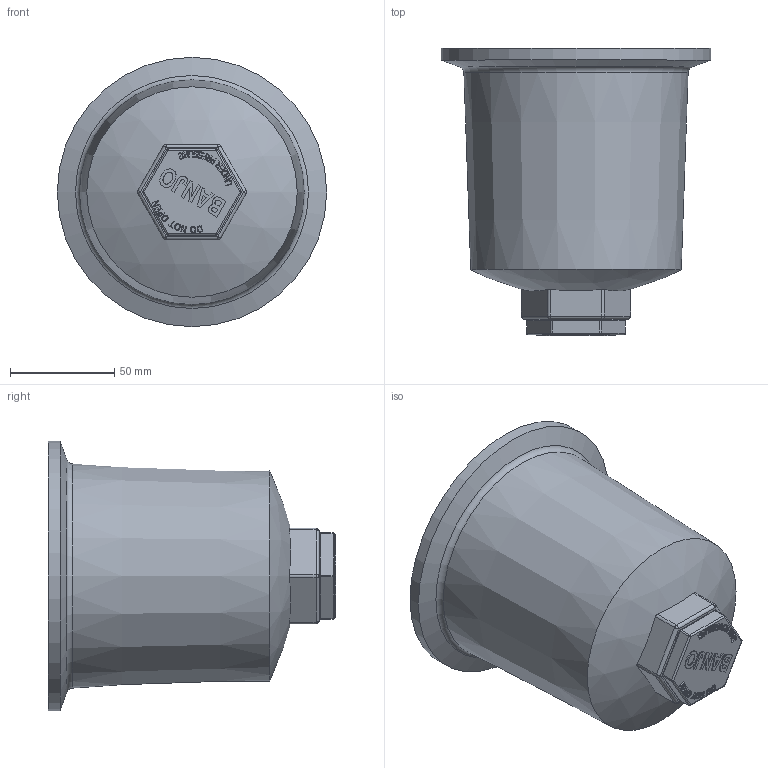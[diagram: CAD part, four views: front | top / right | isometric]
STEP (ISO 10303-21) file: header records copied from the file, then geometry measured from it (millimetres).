
FILE_DESCRIPTION(/* description */ ('2" FP LINE STRAINER CAP'),/* implementation_level */ '2;1');
FILE_NAME(/* name */ 'MLS220C.stp',/* time_stamp */ '2015-12-23T15:15:03-05:00',/* author */ ('DCerny'),/* organization */ (''),/* preprocessor_version */ 'ST-DEVELOPER v16.1',/* originating_system */ 'Autodesk Inventor 2016',/* authorisation */ '');
FILE_SCHEMA (('AUTOMOTIVE_DESIGN { 1 0 10303 214 3 1 1 }'));
Length unit declared in the file: inch
Products named in the file (4): MLS220CX; LSQ200-R; LSQ200-PL; MLS220C
Assembly tree (3 placements, depth 2):
  MLS220C
    MLS220CX
    LSQ200-R
    LSQ200-PL
Bounding box: 129.03 x 137.67 x 129.03 mm (x, y, z)
Volume: 345526.5 mm3; surface area: 100492.4 mm2
Topology: 2 solids, 3 shells, 552 faces, 1421 edges, 923 vertices
Faces by surface type: plane 281, bspline 186, cylinder 38, sphere 20, cone 20, torus 7
Full cylindrical faces by diameter (mm): 19.05 x1, 29.591 x1, 33.401 x1, 67.818 x1, 72.898 x1, 107.95 x1, 129.032 x1
Entity records: 20352 total; most frequent: CARTESIAN_POINT 8464, ORIENTED_EDGE 2728, DIRECTION 1800, EDGE_CURVE 1364, VERTEX_POINT 898, LINE 872, VECTOR 872, EDGE_LOOP 614
